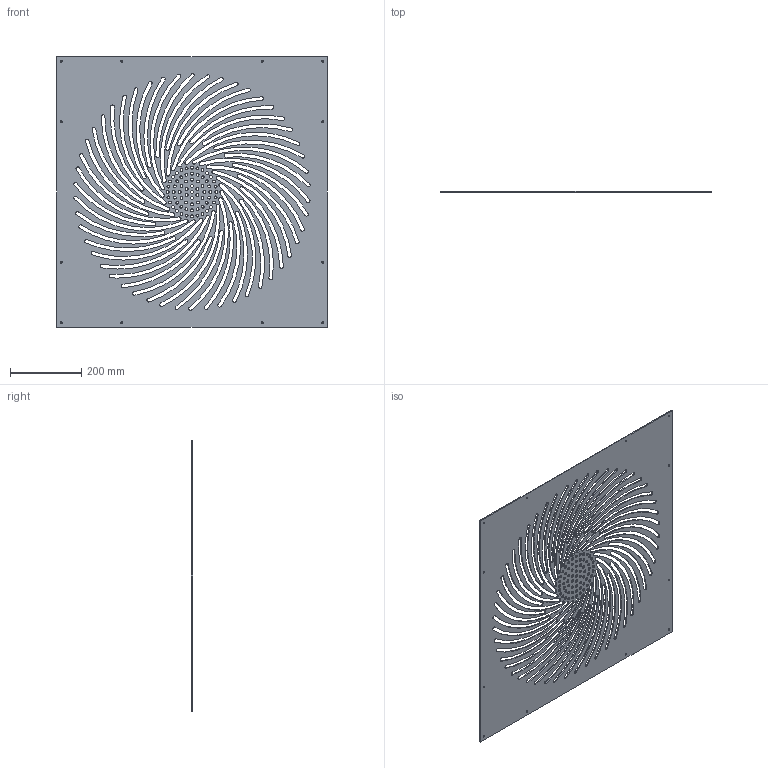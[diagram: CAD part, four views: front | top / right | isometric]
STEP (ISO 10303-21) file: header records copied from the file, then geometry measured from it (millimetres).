
FILE_DESCRIPTION (( 'STEP AP203' ), '1' );
FILE_NAME ('plaque fleure.STEP', '2021-03-23T14:12:52', ( '' ), ( '' ), 'SwSTEP 2.0', 'SolidWorks 2016', '' );
FILE_SCHEMA (( 'CONFIG_CONTROL_DESIGN' ));
Length unit declared in the file: centimetre
Products named in the file (1): plaque fleure
Bounding box: 760 x 3 x 760 mm (x, y, z)
Volume: 1265162 mm3; surface area: 951900.3 mm2
Topology: 1 solids, 1 shells, 431 faces, 1287 edges, 858 vertices
Faces by surface type: cylinder 425, plane 6
Entity records: 15624 total; most frequent: DIRECTION 3001, CARTESIAN_POINT 2577, ORIENTED_EDGE 2574, EDGE_CURVE 1287, AXIS2_PLACEMENT_3D 1282, VERTEX_POINT 858, CIRCLE 850, EDGE_LOOP 689
